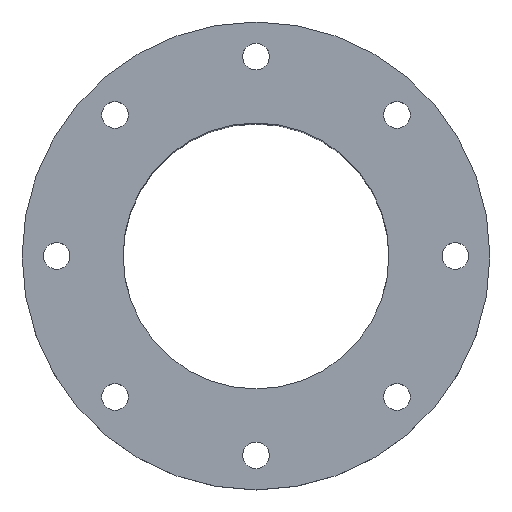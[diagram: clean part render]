
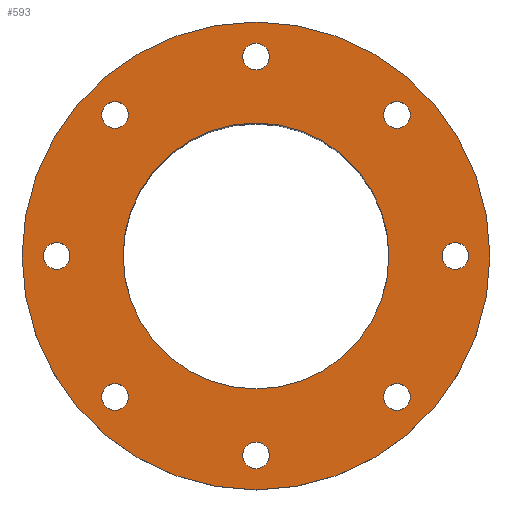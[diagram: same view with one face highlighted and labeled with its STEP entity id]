
A CAD part, top view. The second image highlights one B-rep face of the part: STEP entity #593.
In plain terms, the highlighted planar face has unit normal (0, 0, 1).
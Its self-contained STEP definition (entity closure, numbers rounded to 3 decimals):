
#21=PLANE('',#652);
#44=FACE_BOUND('',#141,.T.);
#45=FACE_BOUND('',#142,.T.);
#46=FACE_BOUND('',#143,.T.);
#47=FACE_BOUND('',#144,.T.);
#48=FACE_BOUND('',#145,.T.);
#49=FACE_BOUND('',#146,.T.);
#50=FACE_BOUND('',#147,.T.);
#51=FACE_BOUND('',#148,.T.);
#52=FACE_BOUND('',#149,.T.);
#57=CIRCLE('',#624,2.5);
#59=CIRCLE('',#627,2.5);
#61=CIRCLE('',#630,2.5);
#62=CIRCLE('',#632,25.);
#64=CIRCLE('',#635,2.5);
#66=CIRCLE('',#638,2.5);
#68=CIRCLE('',#641,2.5);
#70=CIRCLE('',#644,2.5);
#72=CIRCLE('',#647,2.5);
#74=CIRCLE('',#650,44.);
#96=FACE_OUTER_BOUND('',#140,.T.);
#140=EDGE_LOOP('',(#543));
#141=EDGE_LOOP('',(#544));
#142=EDGE_LOOP('',(#545));
#143=EDGE_LOOP('',(#546));
#144=EDGE_LOOP('',(#547));
#145=EDGE_LOOP('',(#548));
#146=EDGE_LOOP('',(#549));
#147=EDGE_LOOP('',(#550));
#148=EDGE_LOOP('',(#551));
#149=EDGE_LOOP('',(#552));
#280=VERTEX_POINT('',#1435);
#282=VERTEX_POINT('',#1441);
#284=VERTEX_POINT('',#1447);
#285=VERTEX_POINT('',#1453);
#287=VERTEX_POINT('',#1459);
#289=VERTEX_POINT('',#1465);
#291=VERTEX_POINT('',#1471);
#293=VERTEX_POINT('',#1477);
#295=VERTEX_POINT('',#1483);
#297=VERTEX_POINT('',#1489);
#354=EDGE_CURVE('',#280,#280,#57,.T.);
#357=EDGE_CURVE('',#282,#282,#59,.T.);
#360=EDGE_CURVE('',#284,#284,#61,.T.);
#364=EDGE_CURVE('',#285,#285,#62,.T.);
#367=EDGE_CURVE('',#287,#287,#64,.T.);
#370=EDGE_CURVE('',#289,#289,#66,.T.);
#373=EDGE_CURVE('',#291,#291,#68,.T.);
#376=EDGE_CURVE('',#293,#293,#70,.T.);
#379=EDGE_CURVE('',#295,#295,#72,.T.);
#382=EDGE_CURVE('',#297,#297,#74,.T.);
#543=ORIENTED_EDGE('',*,*,#382,.F.);
#544=ORIENTED_EDGE('',*,*,#379,.F.);
#545=ORIENTED_EDGE('',*,*,#376,.F.);
#546=ORIENTED_EDGE('',*,*,#373,.F.);
#547=ORIENTED_EDGE('',*,*,#370,.F.);
#548=ORIENTED_EDGE('',*,*,#367,.F.);
#549=ORIENTED_EDGE('',*,*,#364,.F.);
#550=ORIENTED_EDGE('',*,*,#360,.F.);
#551=ORIENTED_EDGE('',*,*,#357,.F.);
#552=ORIENTED_EDGE('',*,*,#354,.F.);
#593=ADVANCED_FACE('',(#96,#44,#45,#46,#47,#48,#49,#50,#51,#52),#21,.F.);
#624=AXIS2_PLACEMENT_3D('',#1437,#700,#701);
#627=AXIS2_PLACEMENT_3D('',#1443,#707,#708);
#630=AXIS2_PLACEMENT_3D('',#1449,#714,#715);
#632=AXIS2_PLACEMENT_3D('',#1455,#721,#722);
#635=AXIS2_PLACEMENT_3D('',#1461,#728,#729);
#638=AXIS2_PLACEMENT_3D('',#1467,#735,#736);
#641=AXIS2_PLACEMENT_3D('',#1473,#742,#743);
#644=AXIS2_PLACEMENT_3D('',#1479,#749,#750);
#647=AXIS2_PLACEMENT_3D('',#1485,#756,#757);
#650=AXIS2_PLACEMENT_3D('',#1491,#763,#764);
#652=AXIS2_PLACEMENT_3D('',#1493,#767,#768);
#700=DIRECTION('center_axis',(0.,0.,1.));
#701=DIRECTION('ref_axis',(1.,0.,0.));
#707=DIRECTION('center_axis',(0.,0.,1.));
#708=DIRECTION('ref_axis',(1.,0.,0.));
#714=DIRECTION('center_axis',(0.,0.,1.));
#715=DIRECTION('ref_axis',(1.,0.,0.));
#721=DIRECTION('center_axis',(0.,0.,1.));
#722=DIRECTION('ref_axis',(1.,0.,0.));
#728=DIRECTION('center_axis',(0.,0.,1.));
#729=DIRECTION('ref_axis',(1.,0.,0.));
#735=DIRECTION('center_axis',(0.,0.,1.));
#736=DIRECTION('ref_axis',(1.,0.,0.));
#742=DIRECTION('center_axis',(0.,0.,1.));
#743=DIRECTION('ref_axis',(1.,0.,0.));
#749=DIRECTION('center_axis',(0.,0.,1.));
#750=DIRECTION('ref_axis',(1.,0.,0.));
#756=DIRECTION('center_axis',(0.,0.,1.));
#757=DIRECTION('ref_axis',(1.,0.,0.));
#763=DIRECTION('center_axis',(0.,0.,-1.));
#764=DIRECTION('ref_axis',(1.,0.,0.));
#767=DIRECTION('center_axis',(0.,0.,-1.));
#768=DIRECTION('ref_axis',(1.,0.,0.));
#1435=CARTESIAN_POINT('',(64.016,187.017,-32.));
#1437=CARTESIAN_POINT('Origin',(66.516,187.017,-32.));
#1441=CARTESIAN_POINT('',(64.016,133.984,-32.));
#1443=CARTESIAN_POINT('Origin',(66.516,133.984,-32.));
#1447=CARTESIAN_POINT('',(75.,160.5,-32.));
#1449=CARTESIAN_POINT('Origin',(77.5,160.5,-32.));
#1453=CARTESIAN_POINT('',(15.,160.5,-32.));
#1455=CARTESIAN_POINT('Origin',(40.,160.5,-32.));
#1459=CARTESIAN_POINT('',(0.,160.5,-32.));
#1461=CARTESIAN_POINT('Origin',(2.5,160.5,-32.));
#1465=CARTESIAN_POINT('',(10.983,133.984,-32.));
#1467=CARTESIAN_POINT('Origin',(13.483,133.984,-32.));
#1471=CARTESIAN_POINT('',(37.5,198.,-32.));
#1473=CARTESIAN_POINT('Origin',(40.,198.,-32.));
#1477=CARTESIAN_POINT('',(37.5,123.,-32.));
#1479=CARTESIAN_POINT('Origin',(40.,123.,-32.));
#1483=CARTESIAN_POINT('',(10.983,187.017,-32.));
#1485=CARTESIAN_POINT('Origin',(13.483,187.017,-32.));
#1489=CARTESIAN_POINT('',(-4.,160.5,-32.));
#1491=CARTESIAN_POINT('Origin',(40.,160.5,-32.));
#1493=CARTESIAN_POINT('Origin',(40.,160.5,-32.));
